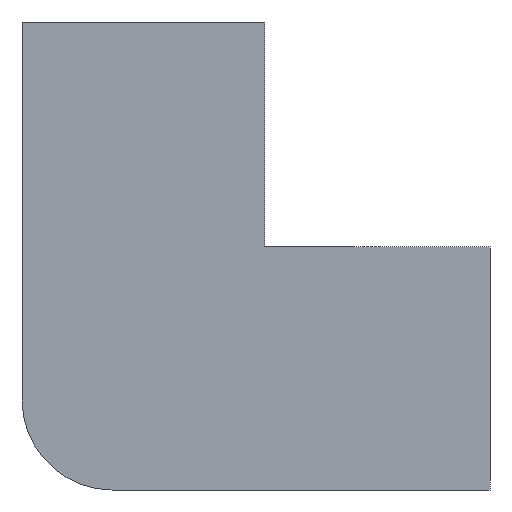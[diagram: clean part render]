
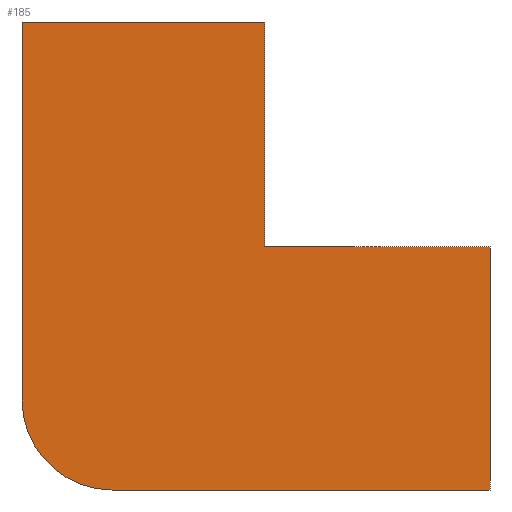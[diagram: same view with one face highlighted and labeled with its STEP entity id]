
A CAD part, left-side view. The second image highlights one B-rep face of the part: STEP entity #185.
In plain terms, the highlighted planar face has unit normal (-1, 0, 0).
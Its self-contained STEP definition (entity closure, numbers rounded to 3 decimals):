
#6 = LINE ( 'NONE', #280, #213 ) ;
#18 = FACE_OUTER_BOUND ( 'NONE', #192, .T. ) ;
#35 = CARTESIAN_POINT ( 'NONE',  ( -14., 16., -16. ) ) ;
#41 = CARTESIAN_POINT ( 'NONE',  ( -14., 26., 26. ) ) ;
#69 = EDGE_CURVE ( 'NONE', #474, #286, #116, .T. ) ;
#72 = ORIENTED_EDGE ( 'NONE', *, *, #114, .F. ) ;
#75 = DIRECTION ( 'NONE',  ( 1., 0., 0. ) ) ;
#79 = EDGE_CURVE ( 'NONE', #244, #292, #6, .T. ) ;
#89 = CARTESIAN_POINT ( 'NONE',  ( -14., -1., 26. ) ) ;
#97 = EDGE_CURVE ( 'NONE', #301, #474, #129, .T. ) ;
#107 = CARTESIAN_POINT ( 'NONE',  ( -14., 16., -26. ) ) ;
#114 = EDGE_CURVE ( 'NONE', #286, #221, #377, .T. ) ;
#116 = LINE ( 'NONE', #107, #463 ) ;
#118 = CARTESIAN_POINT ( 'NONE',  ( -14., -26., 1. ) ) ;
#126 = ORIENTED_EDGE ( 'NONE', *, *, #69, .F. ) ;
#129 = LINE ( 'NONE', #486, #389 ) ;
#152 = DIRECTION ( 'NONE',  ( 0., -1., 0. ) ) ;
#185 = ADVANCED_FACE ( 'NONE', ( #18 ), #326, .F. ) ;
#186 = ORIENTED_EDGE ( 'NONE', *, *, #189, .F. ) ;
#189 = EDGE_CURVE ( 'NONE', #199, #301, #232, .T. ) ;
#192 = EDGE_LOOP ( 'NONE', ( #395, #186, #383, #309, #214, #72, #126 ) ) ;
#197 = AXIS2_PLACEMENT_3D ( 'NONE', #35, #75, #375 ) ;
#199 = VERTEX_POINT ( 'NONE', #450 ) ;
#206 = CARTESIAN_POINT ( 'NONE',  ( -14., -1., 26. ) ) ;
#213 = VECTOR ( 'NONE', #152, 1000. ) ;
#214 = ORIENTED_EDGE ( 'NONE', *, *, #396, .F. ) ;
#216 = DIRECTION ( 'NONE',  ( 0., 0., -1. ) ) ;
#218 = CARTESIAN_POINT ( 'NONE',  ( -14., -26., -26. ) ) ;
#221 = VERTEX_POINT ( 'NONE', #493 ) ;
#232 = LINE ( 'NONE', #118, #346 ) ;
#239 = CARTESIAN_POINT ( 'NONE',  ( -14., 16., -16. ) ) ;
#244 = VERTEX_POINT ( 'NONE', #41 ) ;
#258 = AXIS2_PLACEMENT_3D ( 'NONE', #239, #525, #287 ) ;
#263 = VECTOR ( 'NONE', #505, 1000. ) ;
#273 = LINE ( 'NONE', #344, #263 ) ;
#280 = CARTESIAN_POINT ( 'NONE',  ( -14., 26., 26. ) ) ;
#286 = VERTEX_POINT ( 'NONE', #458 ) ;
#287 = DIRECTION ( 'NONE',  ( 0., 0., -1. ) ) ;
#292 = VERTEX_POINT ( 'NONE', #206 ) ;
#301 = VERTEX_POINT ( 'NONE', #381 ) ;
#309 = ORIENTED_EDGE ( 'NONE', *, *, #79, .F. ) ;
#326 = PLANE ( 'NONE',  #197 ) ;
#344 = CARTESIAN_POINT ( 'NONE',  ( -14., 26., 26. ) ) ;
#346 = VECTOR ( 'NONE', #492, 1000. ) ;
#356 = VECTOR ( 'NONE', #216, 1000. ) ;
#375 = DIRECTION ( 'NONE',  ( 0., 0., -1. ) ) ;
#377 = CIRCLE ( 'NONE', #258, 10. ) ;
#381 = CARTESIAN_POINT ( 'NONE',  ( -14., -26., 1. ) ) ;
#383 = ORIENTED_EDGE ( 'NONE', *, *, #407, .F. ) ;
#389 = VECTOR ( 'NONE', #522, 1000. ) ;
#395 = ORIENTED_EDGE ( 'NONE', *, *, #97, .F. ) ;
#396 = EDGE_CURVE ( 'NONE', #221, #244, #273, .T. ) ;
#397 = DIRECTION ( 'NONE',  ( 0., 1., 0. ) ) ;
#407 = EDGE_CURVE ( 'NONE', #292, #199, #465, .T. ) ;
#450 = CARTESIAN_POINT ( 'NONE',  ( -14., -1., 1. ) ) ;
#458 = CARTESIAN_POINT ( 'NONE',  ( -14., 16., -26. ) ) ;
#463 = VECTOR ( 'NONE', #397, 1000. ) ;
#465 = LINE ( 'NONE', #89, #356 ) ;
#474 = VERTEX_POINT ( 'NONE', #218 ) ;
#486 = CARTESIAN_POINT ( 'NONE',  ( -14., -26., 1. ) ) ;
#492 = DIRECTION ( 'NONE',  ( 0., -1., 0. ) ) ;
#493 = CARTESIAN_POINT ( 'NONE',  ( -14., 26., -16. ) ) ;
#505 = DIRECTION ( 'NONE',  ( 0., 0., 1. ) ) ;
#522 = DIRECTION ( 'NONE',  ( 0., 0., -1. ) ) ;
#525 = DIRECTION ( 'NONE',  ( 1., 0., 0. ) ) ;
